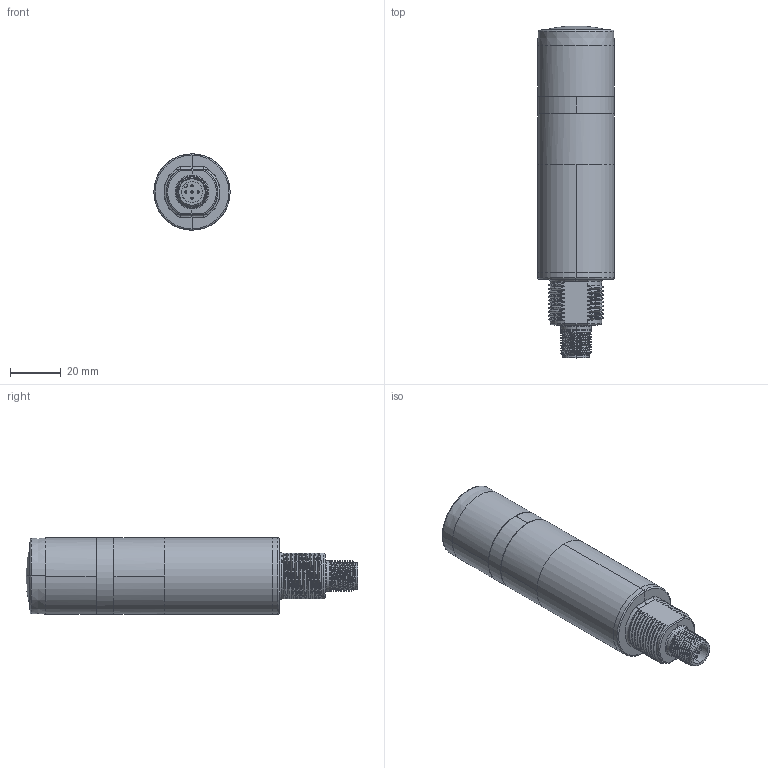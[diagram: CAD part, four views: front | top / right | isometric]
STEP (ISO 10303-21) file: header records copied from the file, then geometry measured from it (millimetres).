
FILE_DESCRIPTION((''),'2;1');
FILE_NAME('204590_ASM','2018-05-09T',('pdmadmin'),('BANNER ENGINEERING'),'CREO PARAMETRIC BY PTC INC, 2016260','CREO PARAMETRIC BY PTC INC, 2016260','');
FILE_SCHEMA(('CONFIG_CONTROL_DESIGN'));
Length unit declared in the file: millimetre
Products named in the file (8): 201226; 201222; 202000; 41089; 204619_ASM; 201227; 202221; 204590_ASM
Assembly tree (8 placements, depth 3):
  204590_ASM
    201226
    201222
    204619_ASM
      202000
      41089
    201227
    202221  x2
Bounding box: 30 x 130.6 x 30 mm (x, y, z)
Volume: 32228.4 mm3; surface area: 30115.9 mm2
Topology: 7 solids, 7 shells, 945 faces, 2293 edges, 1387 vertices
Faces by surface type: bspline 372, plane 196, cylinder 175, cone 103, torus 73, sphere 26
Entity records: 58197 total; most frequent: CARTESIAN_POINT 40257, ORIENTED_EDGE 4210, DIRECTION 2996, EDGE_CURVE 2105, VERTEX_POINT 1274, AXIS2_PLACEMENT_3D 1248, EDGE_LOOP 913, B_SPLINE_CURVE_WITH_KNOTS 897
